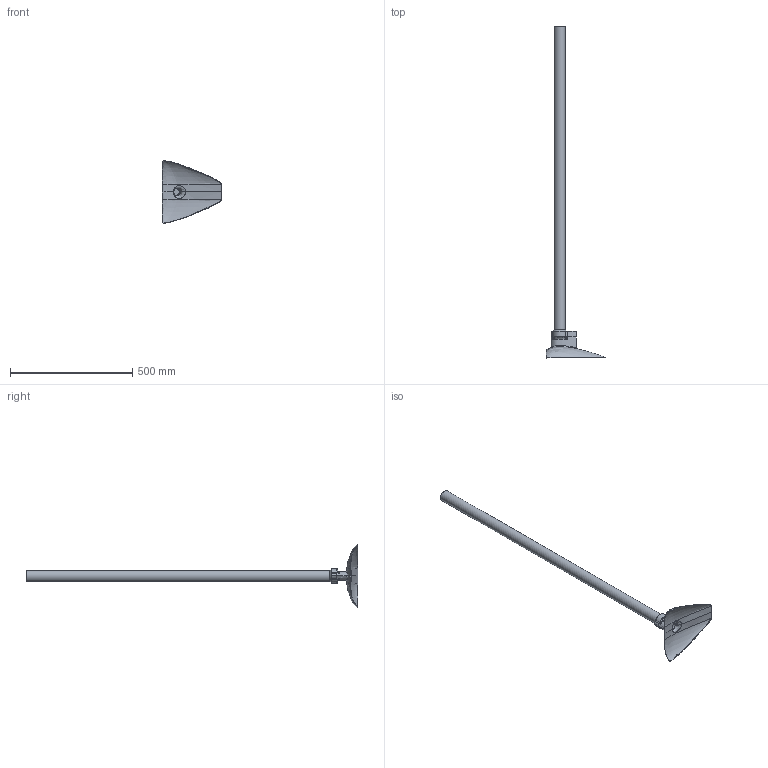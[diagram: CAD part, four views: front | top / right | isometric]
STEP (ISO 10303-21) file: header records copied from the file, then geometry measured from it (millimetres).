
FILE_DESCRIPTION(/* description */ ('CATIA V5 STEP Exchange'),/* implementation_level */ '2;1');
FILE_NAME(/* name */ 'Wing_forcfd2 v7.step',/* time_stamp */ '2025-03-18T13:15:13-06:00',/* author */ (''),/* organization */ (''),/* preprocessor_version */ 'ST-DEVELOPER v20',/* originating_system */ 'Autodesk Translation Framework v13.20.0.188',/* authorisation */ '');
FILE_SCHEMA (('AUTOMOTIVE_DESIGN { 1 0 10303 214 3 1 1 }'));
Length unit declared in the file: millimetre
Products named in the file (1): HoverBikeAirfoil_A1-20
Bounding box: 244.67 x 1360.05 x 254.83 mm (x, y, z)
Volume: 2547207.9 mm3; surface area: 299233.4 mm2
Topology: 1 solids, 1 shells, 74 faces, 171 edges, 95 vertices
Faces by surface type: bspline 39, cylinder 21, plane 7, torus 4, cone 3
Full cylindrical faces by diameter (mm): 30 x2, 45 x1
Entity records: 27958 total; most frequent: CARTESIAN_POINT 26517, ORIENTED_EDGE 332, DIRECTION 217, EDGE_CURVE 166, VERTEX_POINT 95, AXIS2_PLACEMENT_3D 87, EDGE_LOOP 75, FACE_OUTER_BOUND 74
